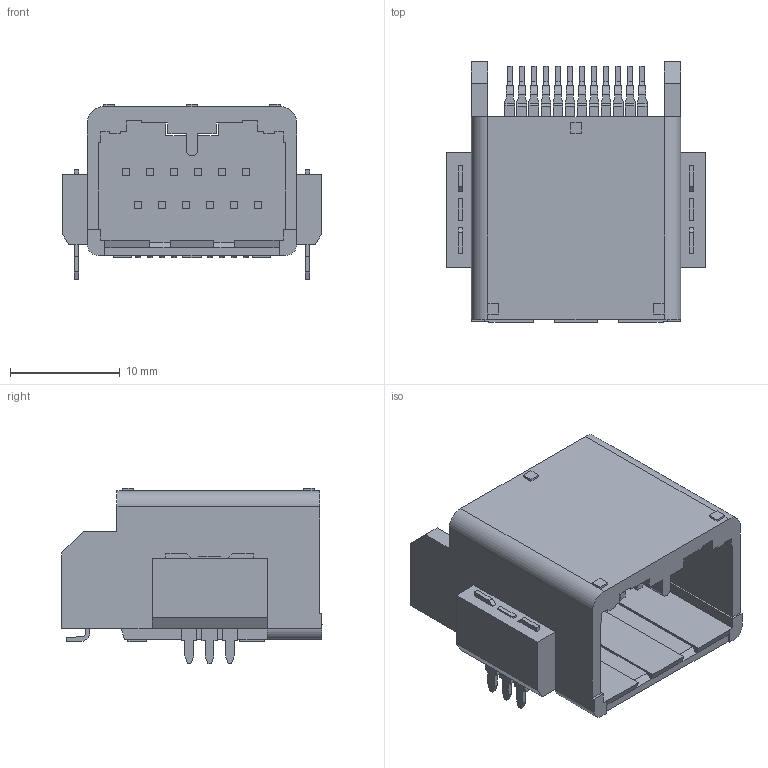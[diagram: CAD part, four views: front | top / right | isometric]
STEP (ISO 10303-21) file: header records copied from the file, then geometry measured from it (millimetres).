
FILE_DESCRIPTION(('FreeCAD Model'),'2;1');
FILE_NAME('JAE_MX34R12HF4T.step','2021-03-22T21:43:31',( 'kicad StepUp'),('ksu MCAD'),'Open CASCADE STEP processor 7.2', 'FreeCAD','Unknown');
FILE_SCHEMA(('AUTOMOTIVE_DESIGN { 1 0 10303 214 1 1 1 1 }'));
Length unit declared in the file: millimetre
Products named in the file (1): MX34R12HF4T
Bounding box: 23.7 x 23.79 x 16 mm (x, y, z)
Volume: 2594 mm3; surface area: 3575.1 mm2
Topology: 1 solids, 1 shells, 560 faces, 1544 edges, 1024 vertices
Faces by surface type: plane 507, cylinder 53
Entity records: 21467 total; most frequent: CARTESIAN_POINT 3129, ORIENTED_EDGE 3088, DIRECTION 2772, EDGE_CURVE 1544, LINE 1438, VECTOR 1438, VERTEX_POINT 1024, AXIS2_PLACEMENT_3D 667
